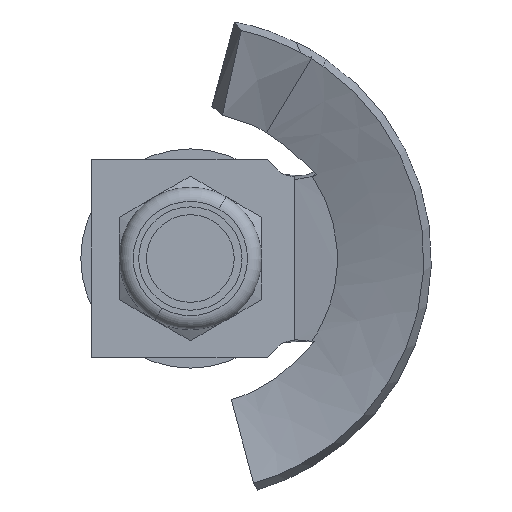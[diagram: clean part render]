
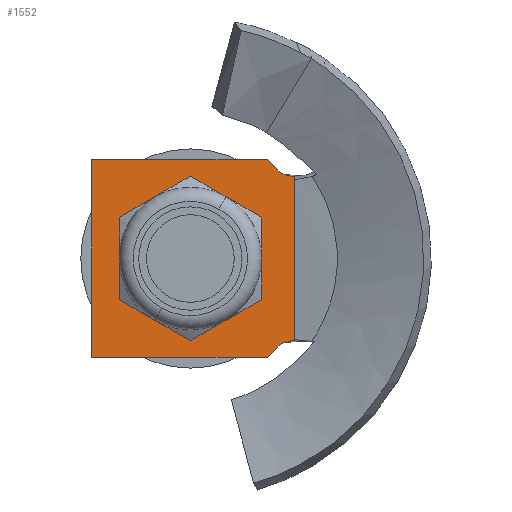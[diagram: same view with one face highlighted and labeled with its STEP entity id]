
A CAD part, front view. The second image highlights one B-rep face of the part: STEP entity #1552.
In plain terms, the highlighted planar face has unit normal (0, -1, 0).
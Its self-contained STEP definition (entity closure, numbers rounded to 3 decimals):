
#256 = CARTESIAN_POINT ( 'NONE',  ( 4.25, 14.3, 4.25 ) ) ;
#264 = CARTESIAN_POINT ( 'NONE',  ( 8.655, 14.3, 7.609 ) ) ;
#266 = CARTESIAN_POINT ( 'NONE',  ( 8.656, 14.3, -7.609 ) ) ;
#271 = CARTESIAN_POINT ( 'NONE',  ( 7., 14.3, -9. ) ) ;
#345 = EDGE_LOOP ( 'NONE', ( #4582, #3867, #1868, #2485, #3936, #788, #1462, #4599, #1269, #3105 ) ) ;
#362 = VECTOR ( 'NONE', #3641, 1000. ) ;
#404 = ORIENTED_EDGE ( 'NONE', *, *, #4381, .T. ) ;
#449 = CARTESIAN_POINT ( 'NONE',  ( -4.25, 14.3, -4.25 ) ) ;
#507 = VECTOR ( 'NONE', #4555, 1000. ) ;
#513 = VECTOR ( 'NONE', #829, 1000. ) ;
#546 = CARTESIAN_POINT ( 'NONE',  ( 8.5, 14.3, -7.68 ) ) ;
#547 = AXIS2_PLACEMENT_3D ( 'NONE', #4099, #869, #3699 ) ;
#561 = VERTEX_POINT ( 'NONE', #2625 ) ;
#585 = CARTESIAN_POINT ( 'NONE',  ( -9., 14.3, -9. ) ) ;
#646 = CARTESIAN_POINT ( 'NONE',  ( 9.329, 14.3, 7.507 ) ) ;
#759 = EDGE_CURVE ( 'NONE', #2040, #1777, #2133, .T. ) ;
#786 = DIRECTION ( 'NONE',  ( 0., 0., 1. ) ) ;
#788 = ORIENTED_EDGE ( 'NONE', *, *, #2033, .F. ) ;
#805 = LINE ( 'NONE', #1478, #4990 ) ;
#829 = DIRECTION ( 'NONE',  ( -0.707, 0., 0.707 ) ) ;
#869 = DIRECTION ( 'NONE',  ( 0., -1., 0. ) ) ;
#909 = CARTESIAN_POINT ( 'NONE',  ( -4.25, 14.3, 4.25 ) ) ;
#994 = CARTESIAN_POINT ( 'NONE',  ( 4.25, 14.3, 4.25 ) ) ;
#1026 = CARTESIAN_POINT ( 'NONE',  ( 9.159, 14.3, 7.514 ) ) ;
#1060 = EDGE_CURVE ( 'NONE', #3520, #1671, #2003, .T. ) ;
#1102 = CARTESIAN_POINT ( 'NONE',  ( 4.25, 14.3, -4.25 ) ) ;
#1116 = VECTOR ( 'NONE', #1277, 1000. ) ;
#1207 = VERTEX_POINT ( 'NONE', #2790 ) ;
#1236 = VECTOR ( 'NONE', #4135, 1000. ) ;
#1269 = ORIENTED_EDGE ( 'NONE', *, *, #1060, .T. ) ;
#1277 = DIRECTION ( 'NONE',  ( 0., 0., 1. ) ) ;
#1332 = VERTEX_POINT ( 'NONE', #4881 ) ;
#1345 = VERTEX_POINT ( 'NONE', #449 ) ;
#1348 = CARTESIAN_POINT ( 'NONE',  ( 7., 14.3, 9. ) ) ;
#1424 = CARTESIAN_POINT ( 'NONE',  ( 9.329, 14.3, -7.507 ) ) ;
#1447 = CARTESIAN_POINT ( 'NONE',  ( 9.328, 14.3, -9.5 ) ) ;
#1462 = ORIENTED_EDGE ( 'NONE', *, *, #4074, .T. ) ;
#1478 = CARTESIAN_POINT ( 'NONE',  ( 7., 14.3, 9. ) ) ;
#1487 = EDGE_CURVE ( 'NONE', #1671, #1207, #4301, .T. ) ;
#1552 = ADVANCED_FACE ( 'NONE', ( #5003, #3475 ), #2628, .F. ) ;
#1600 = ORIENTED_EDGE ( 'NONE', *, *, #2682, .T. ) ;
#1612 = LINE ( 'NONE', #4359, #2189 ) ;
#1671 = VERTEX_POINT ( 'NONE', #3104 ) ;
#1777 = VERTEX_POINT ( 'NONE', #4804 ) ;
#1811 = CARTESIAN_POINT ( 'NONE',  ( 8.822, 14.3, -7.562 ) ) ;
#1830 = CARTESIAN_POINT ( 'NONE',  ( 0., 14.3, 0. ) ) ;
#1833 = EDGE_CURVE ( 'NONE', #1332, #3495, #2059, .T. ) ;
#1868 = ORIENTED_EDGE ( 'NONE', *, *, #1988, .T. ) ;
#1917 = EDGE_LOOP ( 'NONE', ( #404, #1600, #2343, #2145 ) ) ;
#1988 = EDGE_CURVE ( 'NONE', #2040, #2845, #2440, .T. ) ;
#2003 = LINE ( 'NONE', #585, #4308 ) ;
#2022 = EDGE_CURVE ( 'NONE', #3495, #4637, #3539, .T. ) ;
#2033 = EDGE_CURVE ( 'NONE', #4398, #5018, #4686, .T. ) ;
#2040 = VERTEX_POINT ( 'NONE', #546 ) ;
#2059 = LINE ( 'NONE', #909, #507 ) ;
#2092 = LINE ( 'NONE', #2408, #362 ) ;
#2127 = VECTOR ( 'NONE', #4259, 1000. ) ;
#2133 = CIRCLE ( 'NONE', #5017, 2. ) ;
#2145 = ORIENTED_EDGE ( 'NONE', *, *, #2022, .T. ) ;
#2189 = VECTOR ( 'NONE', #786, 1000. ) ;
#2220 = DIRECTION ( 'NONE',  ( -1., 0., 0. ) ) ;
#2231 = CARTESIAN_POINT ( 'NONE',  ( 9.159, 14.3, -7.514 ) ) ;
#2235 = VECTOR ( 'NONE', #2220, 1000. ) ;
#2236 = DIRECTION ( 'NONE',  ( 0., 1., 0. ) ) ;
#2249 = CARTESIAN_POINT ( 'NONE',  ( 9.5, 14.3, 7.504 ) ) ;
#2343 = ORIENTED_EDGE ( 'NONE', *, *, #1833, .T. ) ;
#2408 = CARTESIAN_POINT ( 'NONE',  ( 7., 14.3, -9. ) ) ;
#2440 = B_SPLINE_CURVE_WITH_KNOTS ( 'NONE', 3,
 ( #5098, #266, #1811, #2231, #1424, #2623 ),
 .UNSPECIFIED., .F., .F.,
 ( 4, 2, 4 ),
 ( 0.004, 0.005, 0.005 ),
 .UNSPECIFIED. ) ;
#2485 = ORIENTED_EDGE ( 'NONE', *, *, #3210, .T. ) ;
#2623 = CARTESIAN_POINT ( 'NONE',  ( 9.5, 14.3, -7.504 ) ) ;
#2625 = CARTESIAN_POINT ( 'NONE',  ( 9.5, 14.3, 7.504 ) ) ;
#2628 = PLANE ( 'NONE',  #3166 ) ;
#2646 = DIRECTION ( 'NONE',  ( 0., 0., 1. ) ) ;
#2662 = B_SPLINE_CURVE_WITH_KNOTS ( 'NONE', 3,
 ( #2249, #646, #1026, #5097, #264, #3474 ),
 .UNSPECIFIED., .F., .F.,
 ( 4, 2, 4 ),
 ( 0.004, 0.004, 0.005 ),
 .UNSPECIFIED. ) ;
#2682 = EDGE_CURVE ( 'NONE', #1345, #1332, #4355, .T. ) ;
#2790 = CARTESIAN_POINT ( 'NONE',  ( 7., 14.3, -9. ) ) ;
#2845 = VERTEX_POINT ( 'NONE', #3381 ) ;
#2919 = VERTEX_POINT ( 'NONE', #1348 ) ;
#2940 = EDGE_CURVE ( 'NONE', #2919, #3520, #805, .T. ) ;
#3074 = CARTESIAN_POINT ( 'NONE',  ( -9., 14.3, 9. ) ) ;
#3104 = CARTESIAN_POINT ( 'NONE',  ( -9., 14.3, -9. ) ) ;
#3105 = ORIENTED_EDGE ( 'NONE', *, *, #1487, .T. ) ;
#3129 = EDGE_CURVE ( 'NONE', #561, #5018, #2662, .T. ) ;
#3166 = AXIS2_PLACEMENT_3D ( 'NONE', #1830, #2236, #2646 ) ;
#3210 = EDGE_CURVE ( 'NONE', #2845, #561, #1612, .T. ) ;
#3324 = LINE ( 'NONE', #4489, #513 ) ;
#3381 = CARTESIAN_POINT ( 'NONE',  ( 9.5, 14.3, -7.504 ) ) ;
#3426 = CARTESIAN_POINT ( 'NONE',  ( -4.25, 14.3, -4.25 ) ) ;
#3474 = CARTESIAN_POINT ( 'NONE',  ( 8.5, 14.3, 7.68 ) ) ;
#3475 = FACE_BOUND ( 'NONE', #1917, .T. ) ;
#3495 = VERTEX_POINT ( 'NONE', #256 ) ;
#3520 = VERTEX_POINT ( 'NONE', #3074 ) ;
#3539 = LINE ( 'NONE', #994, #1236 ) ;
#3641 = DIRECTION ( 'NONE',  ( 0.707, 0., 0.707 ) ) ;
#3699 = DIRECTION ( 'NONE',  ( 0., 0., 1. ) ) ;
#3867 = ORIENTED_EDGE ( 'NONE', *, *, #759, .F. ) ;
#3936 = ORIENTED_EDGE ( 'NONE', *, *, #3129, .T. ) ;
#3957 = DIRECTION ( 'NONE',  ( 0., -1., 0. ) ) ;
#4074 = EDGE_CURVE ( 'NONE', #4398, #2919, #3324, .T. ) ;
#4099 = CARTESIAN_POINT ( 'NONE',  ( 9.328, 14.3, 9.5 ) ) ;
#4103 = CARTESIAN_POINT ( 'NONE',  ( -4.25, 14.3, 4.25 ) ) ;
#4135 = DIRECTION ( 'NONE',  ( 0., 0., -1. ) ) ;
#4174 = EDGE_CURVE ( 'NONE', #1207, #1777, #2092, .T. ) ;
#4259 = DIRECTION ( 'NONE',  ( 1., 0., 0. ) ) ;
#4292 = DIRECTION ( 'NONE',  ( -1., 0., 0. ) ) ;
#4301 = LINE ( 'NONE', #271, #2127 ) ;
#4308 = VECTOR ( 'NONE', #4666, 1000. ) ;
#4355 = LINE ( 'NONE', #4103, #1116 ) ;
#4359 = CARTESIAN_POINT ( 'NONE',  ( 9.5, 14.3, -9. ) ) ;
#4381 = EDGE_CURVE ( 'NONE', #4637, #1345, #4729, .T. ) ;
#4398 = VERTEX_POINT ( 'NONE', #5052 ) ;
#4489 = CARTESIAN_POINT ( 'NONE',  ( 7., 14.3, 9. ) ) ;
#4555 = DIRECTION ( 'NONE',  ( 1., 0., 0. ) ) ;
#4582 = ORIENTED_EDGE ( 'NONE', *, *, #4174, .T. ) ;
#4599 = ORIENTED_EDGE ( 'NONE', *, *, #2940, .T. ) ;
#4637 = VERTEX_POINT ( 'NONE', #1102 ) ;
#4666 = DIRECTION ( 'NONE',  ( 0., 0., -1. ) ) ;
#4686 = CIRCLE ( 'NONE', #547, 2. ) ;
#4729 = LINE ( 'NONE', #3426, #2235 ) ;
#4804 = CARTESIAN_POINT ( 'NONE',  ( 7.914, 14.3, -8.086 ) ) ;
#4881 = CARTESIAN_POINT ( 'NONE',  ( -4.25, 14.3, 4.25 ) ) ;
#4986 = CARTESIAN_POINT ( 'NONE',  ( 8.5, 14.3, 7.68 ) ) ;
#4990 = VECTOR ( 'NONE', #4292, 1000. ) ;
#5003 = FACE_OUTER_BOUND ( 'NONE', #345, .T. ) ;
#5017 = AXIS2_PLACEMENT_3D ( 'NONE', #1447, #3957, #5174 ) ;
#5018 = VERTEX_POINT ( 'NONE', #4986 ) ;
#5052 = CARTESIAN_POINT ( 'NONE',  ( 7.914, 14.3, 8.086 ) ) ;
#5097 = CARTESIAN_POINT ( 'NONE',  ( 8.821, 14.3, 7.562 ) ) ;
#5098 = CARTESIAN_POINT ( 'NONE',  ( 8.5, 14.3, -7.68 ) ) ;
#5174 = DIRECTION ( 'NONE',  ( 0., 0., 1. ) ) ;
